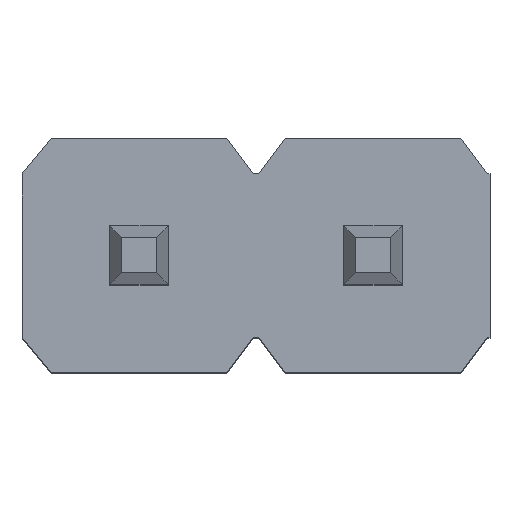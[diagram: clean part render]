
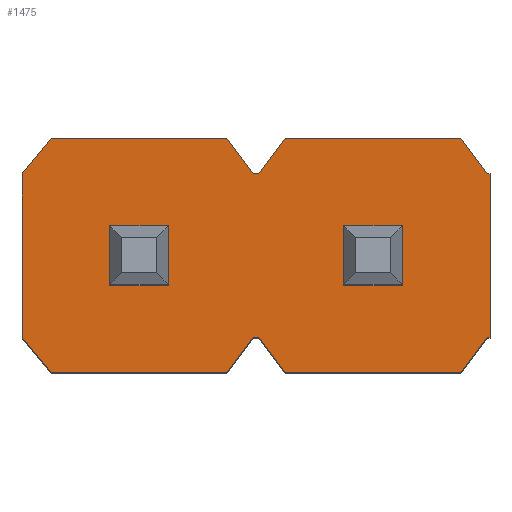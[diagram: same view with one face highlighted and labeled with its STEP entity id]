
A CAD part, top view. The second image highlights one B-rep face of the part: STEP entity #1475.
In plain terms, the highlighted planar face has unit normal (0, 0, 1).
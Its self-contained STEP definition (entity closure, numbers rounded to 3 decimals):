
#119=ORIENTED_EDGE('',*,*,#336,.T.);
#120=ORIENTED_EDGE('',*,*,#376,.F.);
#121=ORIENTED_EDGE('',*,*,#346,.T.);
#122=ORIENTED_EDGE('',*,*,#343,.T.);
#123=ORIENTED_EDGE('',*,*,#350,.T.);
#124=ORIENTED_EDGE('',*,*,#385,.F.);
#125=ORIENTED_EDGE('',*,*,#353,.F.);
#126=ORIENTED_EDGE('',*,*,#386,.F.);
#127=ORIENTED_EDGE('',*,*,#374,.F.);
#128=ORIENTED_EDGE('',*,*,#387,.T.);
#129=ORIENTED_EDGE('',*,*,#370,.T.);
#130=ORIENTED_EDGE('',*,*,#367,.T.);
#131=ORIENTED_EDGE('',*,*,#364,.T.);
#132=ORIENTED_EDGE('',*,*,#378,.T.);
#133=ORIENTED_EDGE('',*,*,#357,.T.);
#134=ORIENTED_EDGE('',*,*,#359,.T.);
#135=ORIENTED_EDGE('',*,*,#383,.T.);
#136=ORIENTED_EDGE('',*,*,#339,.T.);
#137=ORIENTED_EDGE('',*,*,#388,.F.);
#138=ORIENTED_EDGE('',*,*,#389,.F.);
#139=ORIENTED_EDGE('',*,*,#390,.F.);
#140=ORIENTED_EDGE('',*,*,#391,.F.);
#141=ORIENTED_EDGE('',*,*,#392,.F.);
#142=ORIENTED_EDGE('',*,*,#393,.F.);
#143=ORIENTED_EDGE('',*,*,#394,.F.);
#144=ORIENTED_EDGE('',*,*,#395,.F.);
#336=EDGE_CURVE('',#481,#480,#574,.T.);
#339=EDGE_CURVE('',#483,#481,#577,.T.);
#343=EDGE_CURVE('',#487,#486,#581,.T.);
#346=EDGE_CURVE('',#489,#487,#584,.T.);
#350=EDGE_CURVE('',#486,#491,#588,.T.);
#353=EDGE_CURVE('',#494,#495,#591,.T.);
#357=EDGE_CURVE('',#499,#498,#595,.T.);
#359=EDGE_CURVE('',#498,#500,#597,.T.);
#364=EDGE_CURVE('',#505,#504,#602,.T.);
#367=EDGE_CURVE('',#507,#505,#605,.T.);
#370=EDGE_CURVE('',#509,#507,#608,.T.);
#374=EDGE_CURVE('',#512,#513,#612,.T.);
#376=EDGE_CURVE('',#489,#480,#614,.T.);
#378=EDGE_CURVE('',#504,#499,#616,.T.);
#383=EDGE_CURVE('',#500,#483,#621,.T.);
#385=EDGE_CURVE('',#495,#491,#623,.T.);
#386=EDGE_CURVE('',#513,#494,#624,.T.);
#387=EDGE_CURVE('',#512,#509,#625,.T.);
#388=EDGE_CURVE('',#514,#515,#626,.T.);
#389=EDGE_CURVE('',#516,#514,#627,.T.);
#390=EDGE_CURVE('',#517,#516,#628,.T.);
#391=EDGE_CURVE('',#515,#517,#629,.T.);
#392=EDGE_CURVE('',#518,#519,#630,.T.);
#393=EDGE_CURVE('',#520,#518,#631,.T.);
#394=EDGE_CURVE('',#521,#520,#632,.T.);
#395=EDGE_CURVE('',#519,#521,#633,.T.);
#480=VERTEX_POINT('',#1897);
#481=VERTEX_POINT('',#1899);
#483=VERTEX_POINT('',#1905);
#486=VERTEX_POINT('',#1912);
#487=VERTEX_POINT('',#1914);
#489=VERTEX_POINT('',#1920);
#491=VERTEX_POINT('',#1926);
#494=VERTEX_POINT('',#1933);
#495=VERTEX_POINT('',#1935);
#498=VERTEX_POINT('',#1942);
#499=VERTEX_POINT('',#1944);
#500=VERTEX_POINT('',#1948);
#504=VERTEX_POINT('',#1957);
#505=VERTEX_POINT('',#1959);
#507=VERTEX_POINT('',#1965);
#509=VERTEX_POINT('',#1971);
#512=VERTEX_POINT('',#1978);
#513=VERTEX_POINT('',#1980);
#514=VERTEX_POINT('',#2000);
#515=VERTEX_POINT('',#2001);
#516=VERTEX_POINT('',#2003);
#517=VERTEX_POINT('',#2005);
#518=VERTEX_POINT('',#2008);
#519=VERTEX_POINT('',#2009);
#520=VERTEX_POINT('',#2011);
#521=VERTEX_POINT('',#2013);
#574=LINE('',#1898,#720);
#577=LINE('',#1904,#723);
#581=LINE('',#1913,#727);
#584=LINE('',#1919,#730);
#588=LINE('',#1927,#734);
#591=LINE('',#1934,#737);
#595=LINE('',#1943,#741);
#597=LINE('',#1947,#743);
#602=LINE('',#1958,#748);
#605=LINE('',#1964,#751);
#608=LINE('',#1970,#754);
#612=LINE('',#1979,#758);
#614=LINE('',#1983,#760);
#616=LINE('',#1986,#762);
#621=LINE('',#1993,#767);
#623=LINE('',#1996,#769);
#624=LINE('',#1997,#770);
#625=LINE('',#1998,#771);
#626=LINE('',#1999,#772);
#627=LINE('',#2002,#773);
#628=LINE('',#2004,#774);
#629=LINE('',#2006,#775);
#630=LINE('',#2007,#776);
#631=LINE('',#2010,#777);
#632=LINE('',#2012,#778);
#633=LINE('',#2014,#779);
#720=VECTOR('',#1614,1000.);
#723=VECTOR('',#1619,1000.);
#727=VECTOR('',#1625,1000.);
#730=VECTOR('',#1630,1000.);
#734=VECTOR('',#1636,1000.);
#737=VECTOR('',#1641,1000.);
#741=VECTOR('',#1647,1000.);
#743=VECTOR('',#1651,1000.);
#748=VECTOR('',#1658,1000.);
#751=VECTOR('',#1663,1000.);
#754=VECTOR('',#1668,1000.);
#758=VECTOR('',#1674,1000.);
#760=VECTOR('',#1678,1000.);
#762=VECTOR('',#1682,1000.);
#767=VECTOR('',#1691,1000.);
#769=VECTOR('',#1695,1000.);
#770=VECTOR('',#1696,1000.);
#771=VECTOR('',#1697,1000.);
#772=VECTOR('',#1698,1000.);
#773=VECTOR('',#1699,1000.);
#774=VECTOR('',#1700,1000.);
#775=VECTOR('',#1701,1000.);
#776=VECTOR('',#1702,1000.);
#777=VECTOR('',#1703,1000.);
#778=VECTOR('',#1704,1000.);
#779=VECTOR('',#1705,1000.);
#867=EDGE_LOOP('',(#119,#120,#121,#122,#123,#124,#125,#126,#127,#128,#129,
#130,#131,#132,#133,#134,#135,#136));
#868=EDGE_LOOP('',(#137,#138,#139,#140));
#869=EDGE_LOOP('',(#141,#142,#143,#144));
#931=FACE_BOUND('',#867,.T.);
#932=FACE_BOUND('',#868,.T.);
#933=FACE_BOUND('',#869,.T.);
#993=PLANE('',#1542);
#1475=ADVANCED_FACE('',(#931,#932,#933),#993,.T.);
#1542=AXIS2_PLACEMENT_3D('',#1995,#1693,#1694);
#1614=DIRECTION('',(-0.6,0.8,0.));
#1619=DIRECTION('',(-1.,0.,0.));
#1625=DIRECTION('',(-1.,0.,0.));
#1630=DIRECTION('',(-0.6,-0.8,0.));
#1636=DIRECTION('',(-0.6,0.8,0.));
#1641=DIRECTION('',(0.64,0.768,0.));
#1647=DIRECTION('',(0.6,0.8,0.));
#1651=DIRECTION('',(1.,0.,0.));
#1658=DIRECTION('',(0.6,-0.8,0.));
#1663=DIRECTION('',(1.,0.,0.));
#1668=DIRECTION('',(0.6,0.8,0.));
#1674=DIRECTION('',(-0.64,0.768,0.));
#1678=DIRECTION('',(1.,0.,0.));
#1682=DIRECTION('',(1.,0.,0.));
#1691=DIRECTION('',(0.,1.,0.));
#1693=DIRECTION('',(0.,0.,1.));
#1694=DIRECTION('',(1.,0.,0.));
#1695=DIRECTION('',(1.,0.,0.));
#1696=DIRECTION('',(0.,1.,0.));
#1697=DIRECTION('',(1.,0.,0.));
#1698=DIRECTION('',(0.,-1.,0.));
#1699=DIRECTION('',(-1.,0.,0.));
#1700=DIRECTION('',(0.,1.,0.));
#1701=DIRECTION('',(1.,0.,0.));
#1702=DIRECTION('',(0.,-1.,0.));
#1703=DIRECTION('',(-1.,0.,0.));
#1704=DIRECTION('',(0.,1.,0.));
#1705=DIRECTION('',(1.,0.,0.));
#1897=CARTESIAN_POINT('',(1.75,1.,1.));
#1898=CARTESIAN_POINT('',(1.975,0.7,1.));
#1899=CARTESIAN_POINT('',(1.975,0.7,1.));
#1904=CARTESIAN_POINT('',(2.025,0.7,1.));
#1905=CARTESIAN_POINT('',(2.,0.7,1.));
#1912=CARTESIAN_POINT('',(-0.025,0.7,1.));
#1913=CARTESIAN_POINT('',(0.025,0.7,1.));
#1914=CARTESIAN_POINT('',(0.025,0.7,1.));
#1919=CARTESIAN_POINT('',(0.25,1.,1.));
#1920=CARTESIAN_POINT('',(0.25,1.,1.));
#1926=CARTESIAN_POINT('',(-0.25,1.,1.));
#1927=CARTESIAN_POINT('',(-0.025,0.7,1.));
#1933=CARTESIAN_POINT('',(-2.,0.7,1.));
#1934=CARTESIAN_POINT('',(-2.,0.7,1.));
#1935=CARTESIAN_POINT('',(-1.75,1.,1.));
#1942=CARTESIAN_POINT('',(1.975,-0.7,1.));
#1943=CARTESIAN_POINT('',(1.75,-1.,1.));
#1944=CARTESIAN_POINT('',(1.75,-1.,1.));
#1947=CARTESIAN_POINT('',(1.975,-0.7,1.));
#1948=CARTESIAN_POINT('',(2.,-0.7,1.));
#1957=CARTESIAN_POINT('',(0.25,-1.,1.));
#1958=CARTESIAN_POINT('',(0.025,-0.7,1.));
#1959=CARTESIAN_POINT('',(0.025,-0.7,1.));
#1964=CARTESIAN_POINT('',(-0.025,-0.7,1.));
#1965=CARTESIAN_POINT('',(-0.025,-0.7,1.));
#1970=CARTESIAN_POINT('',(-0.25,-1.,1.));
#1971=CARTESIAN_POINT('',(-0.25,-1.,1.));
#1978=CARTESIAN_POINT('',(-1.75,-1.,1.));
#1979=CARTESIAN_POINT('',(-1.75,-1.,1.));
#1980=CARTESIAN_POINT('',(-2.,-0.7,1.));
#1983=CARTESIAN_POINT('',(-2.,1.,1.));
#1986=CARTESIAN_POINT('',(-2.,-1.,1.));
#1993=CARTESIAN_POINT('',(2.,-1.,1.));
#1995=CARTESIAN_POINT('',(-2.,-1.,1.));
#1996=CARTESIAN_POINT('',(-2.,1.,1.));
#1997=CARTESIAN_POINT('',(-2.,-1.,1.));
#1998=CARTESIAN_POINT('',(-2.,-1.,1.));
#1999=CARTESIAN_POINT('',(-1.25,0.25,1.));
#2000=CARTESIAN_POINT('',(-1.25,0.25,1.));
#2001=CARTESIAN_POINT('',(-1.25,-0.25,1.));
#2002=CARTESIAN_POINT('',(-0.75,0.25,1.));
#2003=CARTESIAN_POINT('',(-0.75,0.25,1.));
#2004=CARTESIAN_POINT('',(-0.75,-0.25,1.));
#2005=CARTESIAN_POINT('',(-0.75,-0.25,1.));
#2006=CARTESIAN_POINT('',(-1.25,-0.25,1.));
#2007=CARTESIAN_POINT('',(0.75,0.25,1.));
#2008=CARTESIAN_POINT('',(0.75,0.25,1.));
#2009=CARTESIAN_POINT('',(0.75,-0.25,1.));
#2010=CARTESIAN_POINT('',(1.25,0.25,1.));
#2011=CARTESIAN_POINT('',(1.25,0.25,1.));
#2012=CARTESIAN_POINT('',(1.25,-0.25,1.));
#2013=CARTESIAN_POINT('',(1.25,-0.25,1.));
#2014=CARTESIAN_POINT('',(0.75,-0.25,1.));
